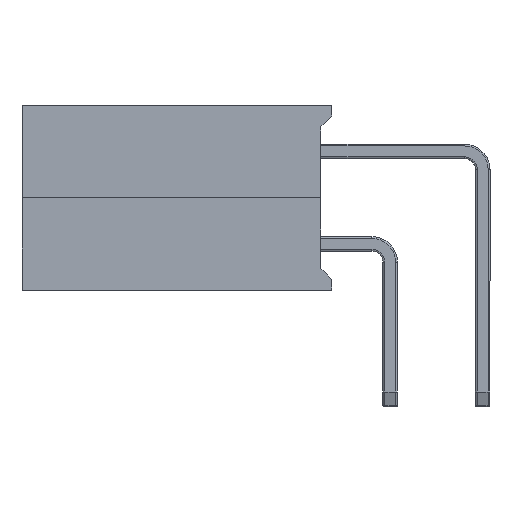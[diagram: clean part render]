
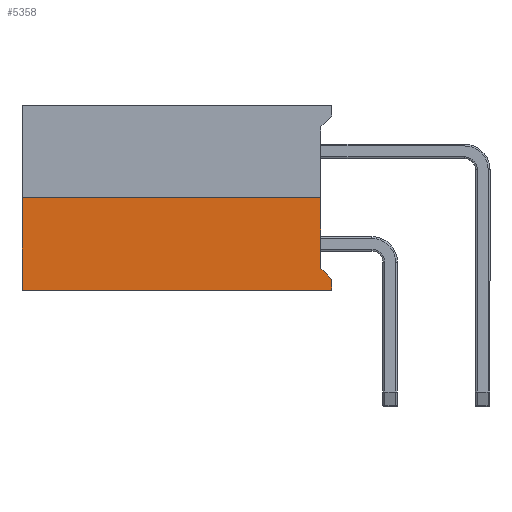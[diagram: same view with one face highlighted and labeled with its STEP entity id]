
A CAD part, left-side view. The second image highlights one B-rep face of the part: STEP entity #5358.
In plain terms, the highlighted planar face has unit normal (-1, 0, 0).
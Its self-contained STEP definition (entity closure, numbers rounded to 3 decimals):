
#323=PLANE('',#5937);
#574=FACE_OUTER_BOUND('',#901,.T.);
#901=EDGE_LOOP('',(#4079,#4080,#4081,#4082,#4083,#4084));
#1263=LINE('',#8961,#1647);
#1267=LINE('',#8968,#1651);
#1278=LINE('',#8992,#1662);
#1281=LINE('',#8998,#1665);
#1282=LINE('',#9000,#1666);
#1283=LINE('',#9001,#1667);
#1647=VECTOR('',#7194,10.);
#1651=VECTOR('',#7200,10.);
#1662=VECTOR('',#7223,10.);
#1665=VECTOR('',#7228,10.);
#1666=VECTOR('',#7229,10.);
#1667=VECTOR('',#7230,10.);
#2351=VERTEX_POINT('',#8958);
#2352=VERTEX_POINT('',#8960);
#2354=VERTEX_POINT('',#8966);
#2361=VERTEX_POINT('',#8991);
#2363=VERTEX_POINT('',#8997);
#2364=VERTEX_POINT('',#8999);
#2935=EDGE_CURVE('',#2351,#2352,#1263,.T.);
#2939=EDGE_CURVE('',#2351,#2354,#1267,.T.);
#2952=EDGE_CURVE('',#2361,#2352,#1278,.T.);
#2955=EDGE_CURVE('',#2354,#2363,#1281,.T.);
#2956=EDGE_CURVE('',#2364,#2363,#1282,.T.);
#2957=EDGE_CURVE('',#2361,#2364,#1283,.T.);
#4079=ORIENTED_EDGE('',*,*,#2939,.T.);
#4080=ORIENTED_EDGE('',*,*,#2955,.T.);
#4081=ORIENTED_EDGE('',*,*,#2956,.F.);
#4082=ORIENTED_EDGE('',*,*,#2957,.F.);
#4083=ORIENTED_EDGE('',*,*,#2952,.T.);
#4084=ORIENTED_EDGE('',*,*,#2935,.F.);
#5358=ADVANCED_FACE('',(#574),#323,.T.);
#5937=AXIS2_PLACEMENT_3D('',#8996,#7226,#7227);
#7194=DIRECTION('',(0.,-0.707,-0.707));
#7200=DIRECTION('',(0.,0.,1.));
#7223=DIRECTION('',(0.,0.,1.));
#7226=DIRECTION('center_axis',(-1.,0.,0.));
#7227=DIRECTION('ref_axis',(0.,0.,
1.));
#7228=DIRECTION('',(0.,1.,0.));
#7229=DIRECTION('',(0.,0.,1.));
#7230=DIRECTION('',(0.,1.,0.));
#8958=CARTESIAN_POINT('',(-1.27,1.9,0.6));
#8960=CARTESIAN_POINT('',(-1.27,1.6,0.3));
#8961=CARTESIAN_POINT('',(-1.27,1.6,0.3));
#8966=CARTESIAN_POINT('',(-1.27,1.9,2.54));
#8968=CARTESIAN_POINT('',(-1.27,1.9,0.635));
#8991=CARTESIAN_POINT('',(-1.27,1.6,0.));
#8992=CARTESIAN_POINT('',(-1.27,1.6,0.));
#8996=CARTESIAN_POINT('Origin',(-1.27,1.6,0.));
#8997=CARTESIAN_POINT('',(-1.27,10.1,2.54));
#8998=CARTESIAN_POINT('',(-1.27,1.6,2.54));
#8999=CARTESIAN_POINT('',(-1.27,10.1,0.));
#9000=CARTESIAN_POINT('',(-1.27,10.1,0.));
#9001=CARTESIAN_POINT('',(-1.27,1.6,0.));
